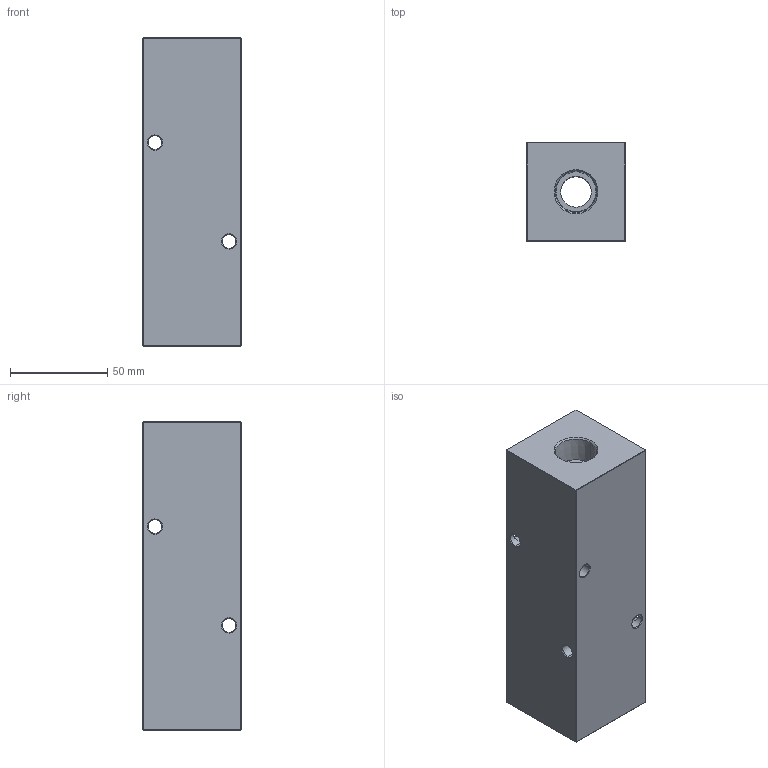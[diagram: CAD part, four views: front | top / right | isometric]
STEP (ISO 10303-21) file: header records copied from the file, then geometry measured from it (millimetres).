
FILE_DESCRIPTION (( 'STEP AP214' ), '1' );
FILE_NAME ('HM-3-0-P-8-6.STEP', '2020-02-28T19:02:42', ( '' ), ( '' ), 'SwSTEP 2.0', 'SolidWorks 2019', '' );
FILE_SCHEMA (( 'AUTOMOTIVE_DESIGN' ));
Length unit declared in the file: inch
Products named in the file (1): HM-3-0-P-8-6
Bounding box: 50.8 x 50.8 x 158.75 mm (x, y, z)
Volume: 355767 mm3; surface area: 50778.4 mm2
Topology: 1 solids, 1 shells, 482 faces, 1257 edges, 820 vertices
Faces by surface type: plane 229, bspline 199, cone 30, cylinder 24
Entity records: 30563 total; most frequent: CARTESIAN_POINT 14027, ORIENTED_EDGE 2514, DIRECTION 1479, EDGE_CURVE 1257, VERTEX_POINT 820, VECTOR 763, LINE 763, EDGE_LOOP 545
